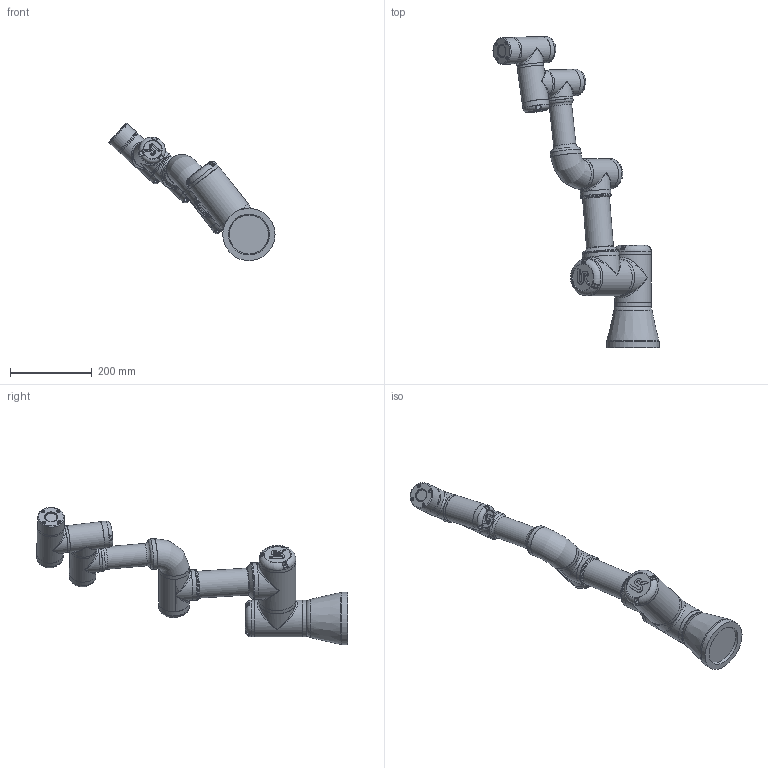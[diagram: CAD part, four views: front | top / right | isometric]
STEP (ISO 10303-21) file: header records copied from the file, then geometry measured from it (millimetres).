
FILE_DESCRIPTION(('CAx-IF Rec.Pracs.---Model Styling and Organization---1.5---2016-08-15','CAx-IF Rec.Pracs.---Geometric and Assembly Validation Properties---4.4---2016-08-17','CAx-IF Rec.Pracs.---User Defined Attributes---1.5---2016-08-15','CAx-IF Rec.Pracs.---External References---2.1---2005-01-19'),'2;1');
FILE_NAME('UR3 Assembly.stp','2024-09-07T16:58:16',('Unspecified'),('Unspecified'),'CAD Exchanger 3.24.0 (cadexchanger.com)','Unspecified','');
FILE_SCHEMA(('AP242_MANAGED_MODEL_BASED_3D_ENGINEERING_MIM_LF { 1 0 10303 442 1 1 4 }'));
Length unit declared in the file: millimetre
Products named in the file (20): UR3 Assembly; Base^UR3 Assembly; Base Joint; size 2 flange; shoulder - base  1; Size 2 Cap; Arm1^UR3 Assembly; size 1 flange; size 1 shoulder; Upper arm; Size 1 Cap; Arm2^UR3 Assembly; size 0  flange; size 0 shoulder 1; Arm 2; elbow; Size 0 Cap; Arm3^UR3 Assembly; size 0 shoulder 3; Tool holder
Assembly tree (31 placements, depth 3):
  UR3 Assembly
    Base^UR3 Assembly
      Base Joint
      size 2 flange
      shoulder - base  1
      Size 2 Cap
    Arm1^UR3 Assembly
      size 2 flange  x2
      size 1 flange  x2
      shoulder - base  1
      size 1 shoulder
      Upper arm
      Size 2 Cap
      Size 1 Cap
    Arm2^UR3 Assembly
      size 1 flange
      size 0  flange  x2
      size 0 shoulder 1
      Arm 2
      elbow
      Size 0 Cap
    Arm3^UR3 Assembly
      size 0  flange  x2
      size 0 shoulder 1
      size 0 shoulder 3
      Tool holder
      Size 0 Cap  x2
Bounding box: 406.83 x 761.9 x 336.4 mm (x, y, z)
Volume: 5783732.7 mm3; surface area: 569597 mm2
Topology: 27 solids, 27 shells, 784 faces, 1889 edges, 1127 vertices
Faces by surface type: plane 350, cylinder 188, bspline 133, torus 62, extrusion 24, sphere 24, cone 3
Full cylindrical faces by diameter (mm): 7.5 x4, 30 x1, 45 x3, 47 x3, 55 x2, 57 x1, 60 x12, 63 x3, 65 x17, 66 x1, 70 x9, 73 x1, 75 x7, 85 x9, 86 x2, 90 x10, 128 x1
Entity records: 25652 total; most frequent: CARTESIAN_POINT 16356, ORIENTED_EDGE 1908, DIRECTION 1701, EDGE_CURVE 954, AXIS2_PLACEMENT_3D 683, VERTEX_POINT 594, FACE_BOUND 464, EDGE_LOOP 464
